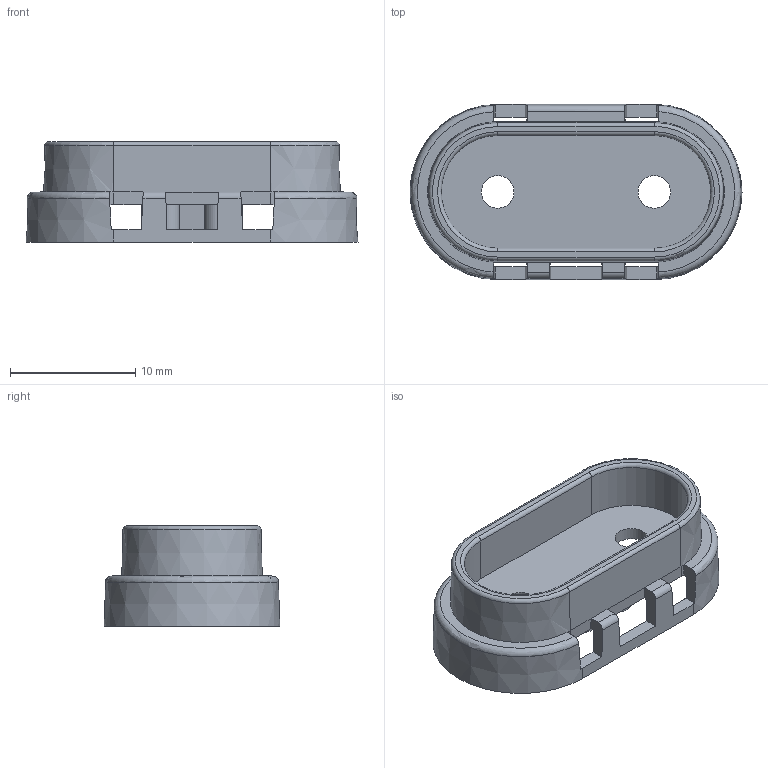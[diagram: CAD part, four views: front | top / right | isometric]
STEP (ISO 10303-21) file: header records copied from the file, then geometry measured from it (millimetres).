
FILE_DESCRIPTION(/* description */ (''),/* implementation_level */ '2;1');
FILE_NAME(/* name */ 'Contact Insulator Cap.ipt.step',/* time_stamp */ '2020-04-16T23:14:20-04:00',/* author */ ('Jordan'),/* organization */ (''),/* preprocessor_version */ 'ST-DEVELOPER v17',/* originating_system */ 'Autodesk Inventor 2019',/* authorisation */ '');
FILE_SCHEMA (('AUTOMOTIVE_DESIGN { 1 0 10303 214 3 1 1 }'));
Length unit declared in the file: inch
Products named in the file (1): Contact Insulator Cap
Bounding box: 26.5 x 14 x 8 mm (x, y, z)
Volume: 720 mm3; surface area: 1540.7 mm2
Topology: 1 solids, 1 shells, 73 faces, 215 edges, 140 vertices
Faces by surface type: plane 41, cylinder 19, cone 6, torus 6, bspline 1
Full cylindrical faces by diameter (mm): 2 x4, 2.6 x2
Entity records: 3036 total; most frequent: CARTESIAN_POINT 957, DIRECTION 442, ORIENTED_EDGE 430, EDGE_CURVE 215, AXIS2_PLACEMENT_3D 161, VERTEX_POINT 140, LINE 120, VECTOR 120
